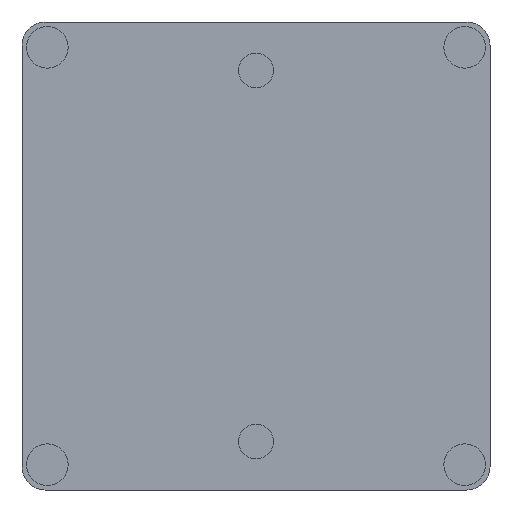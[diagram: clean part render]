
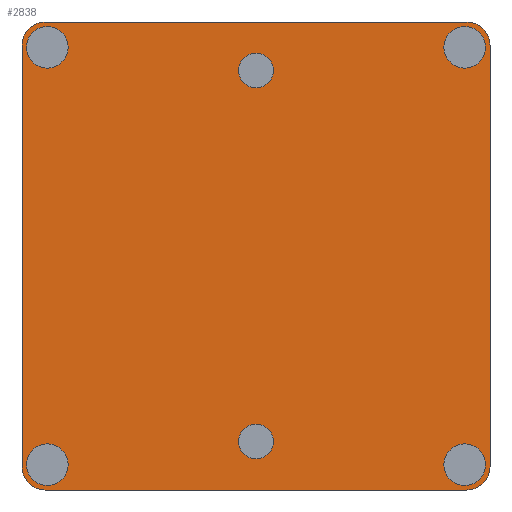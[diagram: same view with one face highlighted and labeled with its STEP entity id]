
A CAD part, front view. The second image highlights one B-rep face of the part: STEP entity #2838.
In plain terms, the highlighted planar face has unit normal (0, -1, 0).
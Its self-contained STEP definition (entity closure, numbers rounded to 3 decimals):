
#38=FACE_BOUND('',#842,.T.);
#39=FACE_BOUND('',#843,.T.);
#40=FACE_BOUND('',#844,.T.);
#41=FACE_BOUND('',#845,.T.);
#42=FACE_BOUND('',#846,.T.);
#43=FACE_BOUND('',#847,.T.);
#178=CIRCLE('',#3157,7.5);
#179=CIRCLE('',#3158,7.5);
#180=CIRCLE('',#3159,9.);
#181=CIRCLE('',#3160,9.);
#182=CIRCLE('',#3161,9.);
#183=CIRCLE('',#3162,9.);
#366=LINE('',#5068,#504);
#367=LINE('',#5072,#505);
#368=LINE('',#5076,#506);
#369=LINE('',#5079,#507);
#504=VECTOR('',#3797,10.);
#505=VECTOR('',#3800,10.);
#506=VECTOR('',#3803,10.);
#507=VECTOR('',#3806,10.);
#659=FACE_OUTER_BOUND('',#841,.T.);
#841=EDGE_LOOP('',(#2094,#2095,#2096,#2097,#2098,#2099,#2100,#2101));
#842=EDGE_LOOP('',(#2102));
#843=EDGE_LOOP('',(#2103));
#844=EDGE_LOOP('',(#2104));
#845=EDGE_LOOP('',(#2105));
#846=EDGE_LOOP('',(#2106));
#847=EDGE_LOOP('',(#2107));
#1020=ELLIPSE('',#3153,10.001,10.);
#1021=ELLIPSE('',#3154,10.001,10.);
#1022=ELLIPSE('',#3155,10.001,10.);
#1023=ELLIPSE('',#3156,10.001,10.);
#1192=VERTEX_POINT('',#5064);
#1193=VERTEX_POINT('',#5065);
#1194=VERTEX_POINT('',#5067);
#1195=VERTEX_POINT('',#5069);
#1196=VERTEX_POINT('',#5071);
#1197=VERTEX_POINT('',#5073);
#1198=VERTEX_POINT('',#5075);
#1199=VERTEX_POINT('',#5077);
#1200=VERTEX_POINT('',#5080);
#1201=VERTEX_POINT('',#5082);
#1202=VERTEX_POINT('',#5084);
#1203=VERTEX_POINT('',#5086);
#1204=VERTEX_POINT('',#5088);
#1205=VERTEX_POINT('',#5090);
#1512=EDGE_CURVE('',#1192,#1193,#1020,.T.);
#1513=EDGE_CURVE('',#1194,#1192,#366,.T.);
#1514=EDGE_CURVE('',#1195,#1194,#1021,.T.);
#1515=EDGE_CURVE('',#1196,#1195,#367,.T.);
#1516=EDGE_CURVE('',#1197,#1196,#1022,.T.);
#1517=EDGE_CURVE('',#1198,#1197,#368,.T.);
#1518=EDGE_CURVE('',#1199,#1198,#1023,.T.);
#1519=EDGE_CURVE('',#1193,#1199,#369,.T.);
#1520=EDGE_CURVE('',#1200,#1200,#178,.T.);
#1521=EDGE_CURVE('',#1201,#1201,#179,.T.);
#1522=EDGE_CURVE('',#1202,#1202,#180,.T.);
#1523=EDGE_CURVE('',#1203,#1203,#181,.T.);
#1524=EDGE_CURVE('',#1204,#1204,#182,.T.);
#1525=EDGE_CURVE('',#1205,#1205,#183,.T.);
#2094=ORIENTED_EDGE('',*,*,#1512,.F.);
#2095=ORIENTED_EDGE('',*,*,#1513,.F.);
#2096=ORIENTED_EDGE('',*,*,#1514,.F.);
#2097=ORIENTED_EDGE('',*,*,#1515,.F.);
#2098=ORIENTED_EDGE('',*,*,#1516,.F.);
#2099=ORIENTED_EDGE('',*,*,#1517,.F.);
#2100=ORIENTED_EDGE('',*,*,#1518,.F.);
#2101=ORIENTED_EDGE('',*,*,#1519,.F.);
#2102=ORIENTED_EDGE('',*,*,#1520,.T.);
#2103=ORIENTED_EDGE('',*,*,#1521,.T.);
#2104=ORIENTED_EDGE('',*,*,#1522,.T.);
#2105=ORIENTED_EDGE('',*,*,#1523,.T.);
#2106=ORIENTED_EDGE('',*,*,#1524,.T.);
#2107=ORIENTED_EDGE('',*,*,#1525,.T.);
#2547=PLANE('',#3152);
#2838=ADVANCED_FACE('',(#659,#38,#39,#40,#41,#42,#43),#2547,.F.);
#3152=AXIS2_PLACEMENT_3D('',#5063,#3793,#3794);
#3153=AXIS2_PLACEMENT_3D('',#5066,#3795,#3796);
#3154=AXIS2_PLACEMENT_3D('',#5070,#3798,#3799);
#3155=AXIS2_PLACEMENT_3D('',#5074,#3801,#3802);
#3156=AXIS2_PLACEMENT_3D('',#5078,#3804,#3805);
#3157=AXIS2_PLACEMENT_3D('',#5081,#3807,#3808);
#3158=AXIS2_PLACEMENT_3D('',#5083,#3809,#3810);
#3159=AXIS2_PLACEMENT_3D('',#5085,#3811,#3812);
#3160=AXIS2_PLACEMENT_3D('',#5087,#3813,#3814);
#3161=AXIS2_PLACEMENT_3D('',#5089,#3815,#3816);
#3162=AXIS2_PLACEMENT_3D('',#5091,#3817,#3818);
#3793=DIRECTION('center_axis',(0.,1.,0.));
#3794=DIRECTION('ref_axis',(0.,0.,
1.));
#3795=DIRECTION('center_axis',(0.,1.,0.));
#3796=DIRECTION('ref_axis',(-0.707,0.,0.707));
#3797=DIRECTION('',(0.,0.,1.));
#3798=DIRECTION('center_axis',(0.,1.,0.));
#3799=DIRECTION('ref_axis',(-0.707,0.,-0.707));
#3800=DIRECTION('',(-1.,0.,0.));
#3801=DIRECTION('center_axis',(0.,1.,0.));
#3802=DIRECTION('ref_axis',(0.707,0.,-0.707));
#3803=DIRECTION('',(0.,0.,-1.));
#3804=DIRECTION('center_axis',(0.,1.,0.));
#3805=DIRECTION('ref_axis',(0.707,0.,0.707));
#3806=DIRECTION('',(1.,0.,0.));
#3807=DIRECTION('center_axis',(0.,1.,0.));
#3808=DIRECTION('ref_axis',(-1.,0.,0.));
#3809=DIRECTION('center_axis',(0.,1.,0.));
#3810=DIRECTION('ref_axis',(-1.,0.,0.));
#3811=DIRECTION('center_axis',(0.,1.,0.));
#3812=DIRECTION('ref_axis',(-1.,0.,0.));
#3813=DIRECTION('center_axis',(0.,1.,0.));
#3814=DIRECTION('ref_axis',(-1.,0.,0.));
#3815=DIRECTION('center_axis',(0.,1.,0.));
#3816=DIRECTION('ref_axis',(-1.,0.,0.));
#3817=DIRECTION('center_axis',(0.,1.,0.));
#3818=DIRECTION('ref_axis',(-1.,0.,0.));
#5063=CARTESIAN_POINT('Origin',(0.,-103.,0.));
#5064=CARTESIAN_POINT('',(-100.899,-103.,90.899));
#5065=CARTESIAN_POINT('',(-90.899,-103.,100.899));
#5066=CARTESIAN_POINT('Origin',(-90.898,-103.,90.898));
#5067=CARTESIAN_POINT('',(-100.899,-103.,-90.899));
#5068=CARTESIAN_POINT('',(-100.899,-103.,-100.));
#5069=CARTESIAN_POINT('',(-90.899,-103.,-100.899));
#5070=CARTESIAN_POINT('Origin',(-90.898,-103.,-90.898));
#5071=CARTESIAN_POINT('',(90.899,-103.,-100.899));
#5072=CARTESIAN_POINT('',(100.,-103.,-100.899));
#5073=CARTESIAN_POINT('',(100.899,-103.,-90.899));
#5074=CARTESIAN_POINT('Origin',(90.898,-103.,-90.898));
#5075=CARTESIAN_POINT('',(100.899,-103.,90.899));
#5076=CARTESIAN_POINT('',(100.899,-103.,100.));
#5077=CARTESIAN_POINT('',(90.899,-103.,100.899));
#5078=CARTESIAN_POINT('Origin',(90.898,-103.,90.898));
#5079=CARTESIAN_POINT('',(-100.,-103.,100.899));
#5080=CARTESIAN_POINT('',(7.5,-103.,80.));
#5081=CARTESIAN_POINT('Origin',(0.,-103.,80.));
#5082=CARTESIAN_POINT('',(7.5,-103.,-80.));
#5083=CARTESIAN_POINT('Origin',(0.,-103.,-80.));
#5084=CARTESIAN_POINT('',(-81.,-103.,90.));
#5085=CARTESIAN_POINT('Origin',(-90.,-103.,90.));
#5086=CARTESIAN_POINT('',(99.,-103.,-90.));
#5087=CARTESIAN_POINT('Origin',(90.,-103.,-90.));
#5088=CARTESIAN_POINT('',(-81.,-103.,-90.));
#5089=CARTESIAN_POINT('Origin',(-90.,-103.,-90.));
#5090=CARTESIAN_POINT('',(99.,-103.,90.));
#5091=CARTESIAN_POINT('Origin',(90.,-103.,90.));
